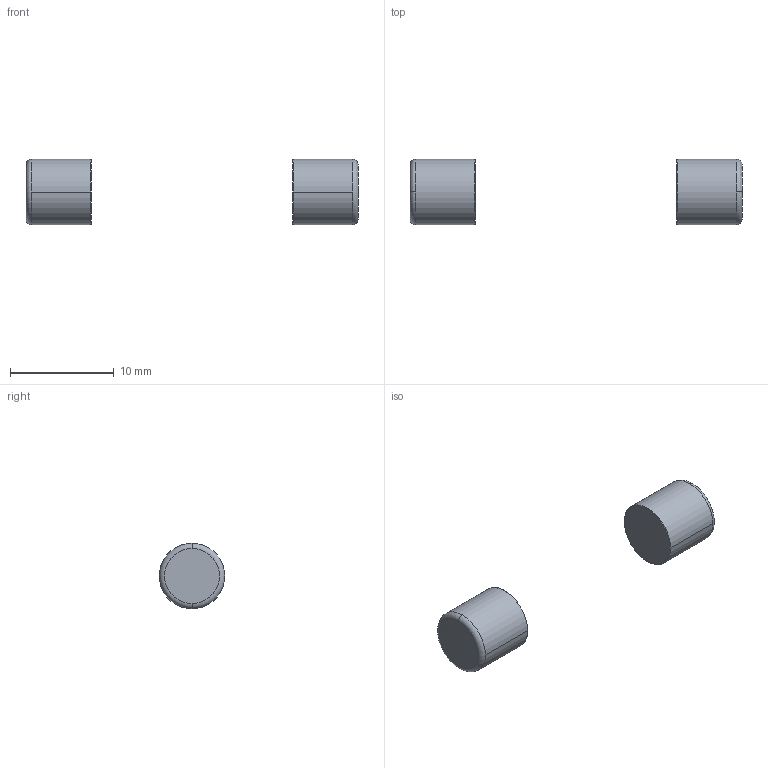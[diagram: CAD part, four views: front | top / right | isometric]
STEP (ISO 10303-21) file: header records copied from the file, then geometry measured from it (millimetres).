
FILE_DESCRIPTION((''),'2;1');
FILE_NAME('FUSE_BUSSMANN_TDC10_Part1.stp','2013-08-21T11:17:32',(''),(''),'Mechanical Desktop 2011','Mechanical Desktop 2011',', , ');
FILE_SCHEMA(('AUTOMOTIVE_DESIGN { 1 2 10303 214 1 1 1 1 }'));
Length unit declared in the file: millimetre
Products named in the file (1): Product
Bounding box: 32 x 6.3 x 6.3 mm (x, y, z)
Volume: 390.7 mm3; surface area: 364.5 mm2
Topology: 2 solids, 2 shells, 16 faces, 40 edges, 28 vertices
Faces by surface type: bspline 8, torus 4, cylinder 2, plane 2
Entity records: 742 total; most frequent: CARTESIAN_POINT 301, DIRECTION 94, ORIENTED_EDGE 80, AXIS2_PLACEMENT_3D 45, EDGE_CURVE 40, CIRCLE 36, VERTEX_POINT 28, EDGE_LOOP 16
